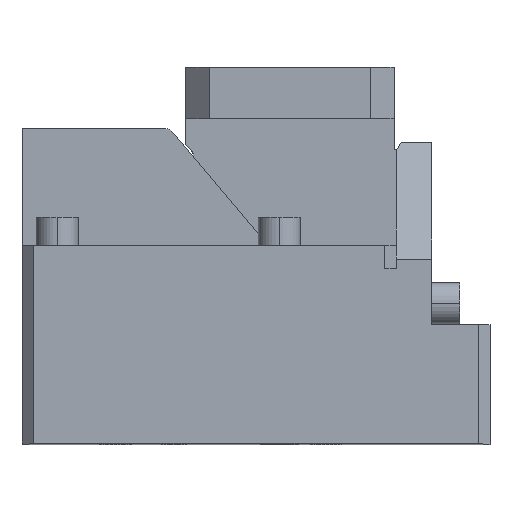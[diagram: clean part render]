
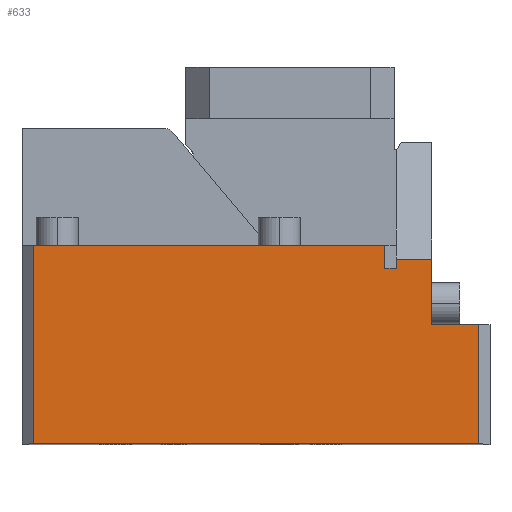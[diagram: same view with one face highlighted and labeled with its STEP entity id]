
A CAD part, top view. The second image highlights one B-rep face of the part: STEP entity #633.
In plain terms, the highlighted planar face has unit normal (0, 0, 1).
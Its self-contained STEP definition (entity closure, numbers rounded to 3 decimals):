
#177=CARTESIAN_POINT('Vertex',(-25.,79.,92.5)) ;
#180=CARTESIAN_POINT('Line Origine',(-25.,65.,92.5)) ;
#184=CARTESIAN_POINT('Vertex',(-25.,51.,92.5)) ;
#544=CARTESIAN_POINT('Vertex',(-40.,79.,92.5)) ;
#547=CARTESIAN_POINT('Line Origine',(-32.5,79.,92.5)) ;
#562=CARTESIAN_POINT('Axis2P3D Location',(-195.,75.,92.5)) ;
#567=CARTESIAN_POINT('Line Origine',(-40.,77.,92.5)) ;
#571=CARTESIAN_POINT('Vertex',(-40.,75.,92.5)) ;
#574=CARTESIAN_POINT('Line Origine',(-42.5,75.,92.5)) ;
#578=CARTESIAN_POINT('Vertex',(-45.,75.,92.5)) ;
#581=CARTESIAN_POINT('Line Origine',(-45.,80.,92.5)) ;
#585=CARTESIAN_POINT('Vertex',(-45.,85.,92.5)) ;
#588=CARTESIAN_POINT('Line Origine',(-120.,85.,92.5)) ;
#592=CARTESIAN_POINT('Vertex',(-195.,85.,92.5)) ;
#595=CARTESIAN_POINT('Line Origine',(-195.,42.5,92.5)) ;
#599=CARTESIAN_POINT('Vertex',(-195.,0.,92.5)) ;
#602=CARTESIAN_POINT('Line Origine',(-100.,0.,92.5)) ;
#606=CARTESIAN_POINT('Vertex',(-5.,0.,92.5)) ;
#609=CARTESIAN_POINT('Line Origine',(-5.,25.5,92.5)) ;
#613=CARTESIAN_POINT('Vertex',(-5.,51.,92.5)) ;
#616=CARTESIAN_POINT('Line Origine',(-15.,51.,92.5)) ;
#181=DIRECTION('Vector Direction',(0.,-1.,0.)) ;
#548=DIRECTION('Vector Direction',(-1.,0.,0.)) ;
#563=DIRECTION('Axis2P3D Direction',(0.,0.,-1.)) ;
#564=DIRECTION('Axis2P3D XDirection',(-1.,0.,0.)) ;
#568=DIRECTION('Vector Direction',(0.,-1.,0.)) ;
#575=DIRECTION('Vector Direction',(1.,0.,0.)) ;
#582=DIRECTION('Vector Direction',(0.,-1.,0.)) ;
#589=DIRECTION('Vector Direction',(1.,0.,0.)) ;
#596=DIRECTION('Vector Direction',(0.,-1.,0.)) ;
#603=DIRECTION('Vector Direction',(1.,0.,0.)) ;
#610=DIRECTION('Vector Direction',(0.,-1.,0.)) ;
#617=DIRECTION('Vector Direction',(1.,0.,0.)) ;
#565=AXIS2_PLACEMENT_3D('Plane Axis2P3D',#562,#563,#564) ;
#622=ORIENTED_EDGE('',*,*,#551,.T.) ;
#623=ORIENTED_EDGE('',*,*,#573,.T.) ;
#624=ORIENTED_EDGE('',*,*,#580,.F.) ;
#625=ORIENTED_EDGE('',*,*,#587,.F.) ;
#626=ORIENTED_EDGE('',*,*,#594,.F.) ;
#627=ORIENTED_EDGE('',*,*,#601,.T.) ;
#628=ORIENTED_EDGE('',*,*,#608,.T.) ;
#629=ORIENTED_EDGE('',*,*,#615,.F.) ;
#630=ORIENTED_EDGE('',*,*,#620,.F.) ;
#631=ORIENTED_EDGE('',*,*,#186,.F.) ;
#182=VECTOR('Line Direction',#181,1.) ;
#549=VECTOR('Line Direction',#548,1.) ;
#569=VECTOR('Line Direction',#568,1.) ;
#576=VECTOR('Line Direction',#575,1.) ;
#583=VECTOR('Line Direction',#582,1.) ;
#590=VECTOR('Line Direction',#589,1.) ;
#597=VECTOR('Line Direction',#596,1.) ;
#604=VECTOR('Line Direction',#603,1.) ;
#611=VECTOR('Line Direction',#610,1.) ;
#618=VECTOR('Line Direction',#617,1.) ;
#633=ADVANCED_FACE('CAM HOLDER',(#632),#566,.F.) ;
#186=EDGE_CURVE('',#178,#185,#183,.T.) ;
#551=EDGE_CURVE('',#178,#545,#550,.T.) ;
#573=EDGE_CURVE('',#545,#572,#570,.T.) ;
#580=EDGE_CURVE('',#579,#572,#577,.T.) ;
#587=EDGE_CURVE('',#586,#579,#584,.T.) ;
#594=EDGE_CURVE('',#593,#586,#591,.T.) ;
#601=EDGE_CURVE('',#593,#600,#598,.T.) ;
#608=EDGE_CURVE('',#600,#607,#605,.T.) ;
#615=EDGE_CURVE('',#614,#607,#612,.T.) ;
#620=EDGE_CURVE('',#185,#614,#619,.T.) ;
#621=EDGE_LOOP('',(#622,#623,#624,#625,#626,#627,#628,#629,#630,#631)) ;
#632=FACE_OUTER_BOUND('',#621,.T.) ;
#183=LINE('Line',#180,#182) ;
#550=LINE('Line',#547,#549) ;
#570=LINE('Line',#567,#569) ;
#577=LINE('Line',#574,#576) ;
#584=LINE('Line',#581,#583) ;
#591=LINE('Line',#588,#590) ;
#598=LINE('Line',#595,#597) ;
#605=LINE('Line',#602,#604) ;
#612=LINE('Line',#609,#611) ;
#619=LINE('Line',#616,#618) ;
#566=PLANE('Plane',#565) ;
#178=VERTEX_POINT('',#177) ;
#185=VERTEX_POINT('',#184) ;
#545=VERTEX_POINT('',#544) ;
#572=VERTEX_POINT('',#571) ;
#579=VERTEX_POINT('',#578) ;
#586=VERTEX_POINT('',#585) ;
#593=VERTEX_POINT('',#592) ;
#600=VERTEX_POINT('',#599) ;
#607=VERTEX_POINT('',#606) ;
#614=VERTEX_POINT('',#613) ;
